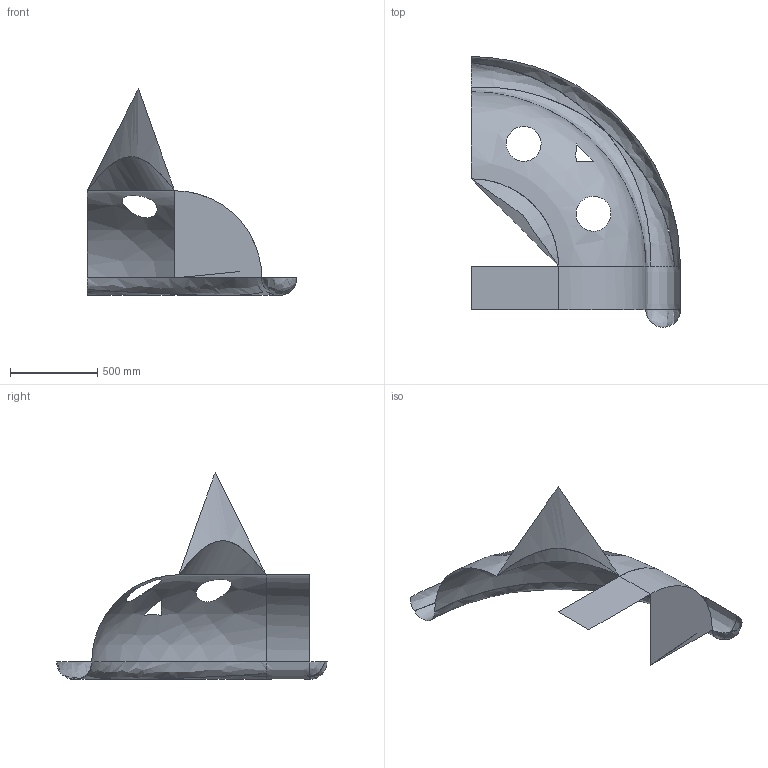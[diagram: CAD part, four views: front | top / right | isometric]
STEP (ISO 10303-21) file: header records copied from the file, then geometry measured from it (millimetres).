
FILE_DESCRIPTION(('a Product shape'),'1');
FILE_NAME('ProSTEP Facetted BRep Model','No Matter',('A designer'),('MATRA-DATAVISION'),'X-STEP - ProSTEP Interface V1.1','EUCLID3','Authorised by XXXXX');
FILE_SCHEMA(('AUTOMOTIVE_DESIGN_CC1 { 1 2 10303 214 -1 1 3 2}'));
Length unit declared in the file: metre
Products named in the file (1): the product name
Bounding box: 1200 x 1549.88 x 1185.78 mm (x, y, z)
Surface area: 2336438.2 mm2 (no closed solid volume)
Topology: 0 solids, 12 shells, 12 faces, 103 edges, 102 vertices
Faces by surface type: bspline 11, plane 1
Entity records: 3013 total; most frequent: CARTESIAN_POINT 2050, B_SPLINE_CURVE_WITH_KNOTS 177, ORIENTED_EDGE 102, EDGE_CURVE 102, VERTEX_POINT 102, SURFACE_CURVE 102, PCURVE 102, DEFINITIONAL_REPRESENTATION 102
